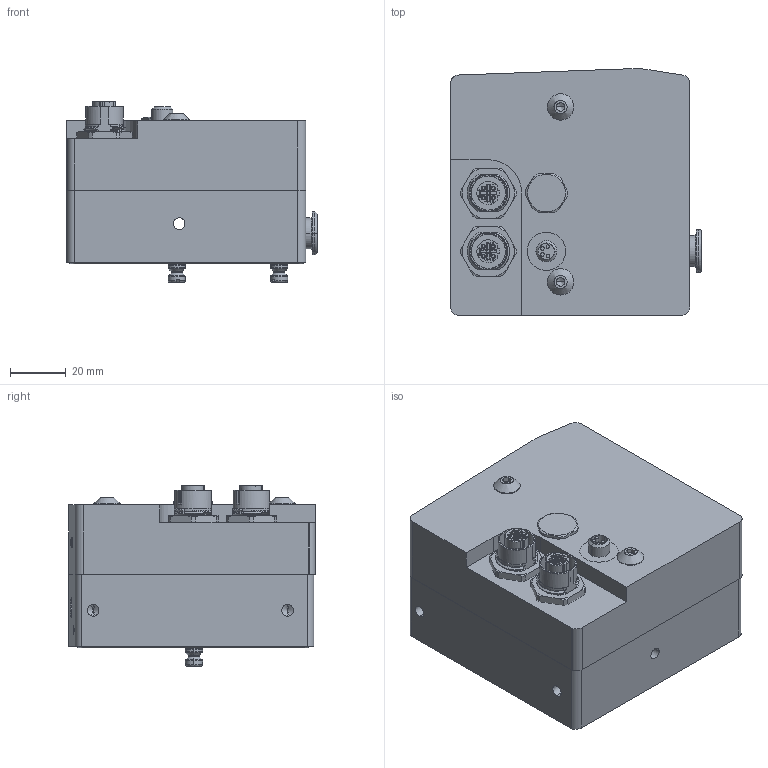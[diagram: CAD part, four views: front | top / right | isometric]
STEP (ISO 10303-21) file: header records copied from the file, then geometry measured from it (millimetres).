
FILE_DESCRIPTION (( 'STEP AP214' ), '1' );
FILE_NAME ('CMV-E1X-4X.step', '2017-04-05T19:55:46', ( '' ), ( '' ), 'SwSTEP 2.0', 'SolidWorks 2017', '' );
FILE_SCHEMA (( 'AUTOMOTIVE_DESIGN' ));
Length unit declared in the file: millimetre
Products named in the file (1): CMV-E1X-4X
Bounding box: 90.3 x 88.79 x 64.95 mm (x, y, z)
Volume: 364742.7 mm3; surface area: 63970.7 mm2
Topology: 18 solids, 32 shells, 1676 faces, 4473 edges, 2891 vertices
Faces by surface type: plane 720, cylinder 507, bspline 256, cone 167, torus 26
Entity records: 65613 total; most frequent: CARTESIAN_POINT 21542, ORIENTED_EDGE 8840, DIRECTION 7567, EDGE_CURVE 4420, VERTEX_POINT 2891, AXIS2_PLACEMENT_3D 2753, VECTOR 2061, LINE 2061
